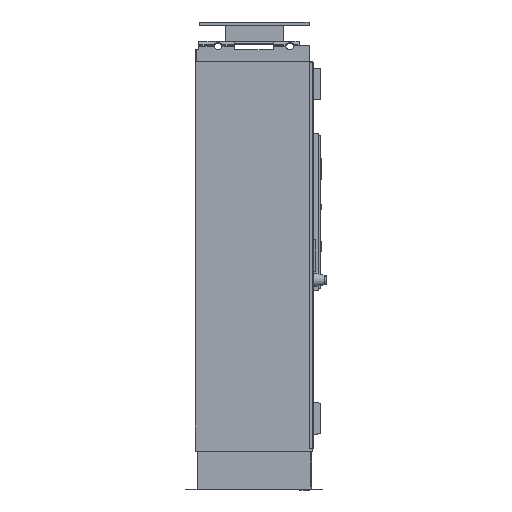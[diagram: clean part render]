
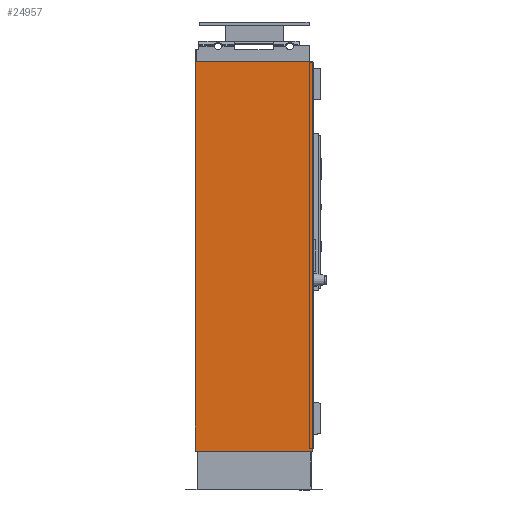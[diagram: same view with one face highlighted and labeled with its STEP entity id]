
A CAD part, left-side view. The second image highlights one B-rep face of the part: STEP entity #24957.
In plain terms, the highlighted planar face has unit normal (-1, 0, 0).
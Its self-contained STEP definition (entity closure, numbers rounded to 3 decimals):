
#21511=FACE_OUTER_BOUND('',#36237,.T.);
#24957=ADVANCED_FACE('',(#21511),#28984,.T.);
#28984=PLANE('',#97428);
#36237=EDGE_LOOP('',(#44063,#44064,#44065,#44066));
#44063=ORIENTED_EDGE('',*,*,#70605,.F.);
#44064=ORIENTED_EDGE('',*,*,#70603,.T.);
#44065=ORIENTED_EDGE('',*,*,#70606,.F.);
#44066=ORIENTED_EDGE('',*,*,#70607,.F.);
#62933=VERTEX_POINT('',#124730);
#62934=VERTEX_POINT('',#124732);
#62935=VERTEX_POINT('',#124736);
#62936=VERTEX_POINT('',#124738);
#70603=EDGE_CURVE('',#62934,#62933,#80799,.T.);
#70605=EDGE_CURVE('',#62934,#62935,#80801,.T.);
#70606=EDGE_CURVE('',#62936,#62933,#80802,.T.);
#70607=EDGE_CURVE('',#62935,#62936,#80803,.T.);
#80799=LINE('',#124731,#89474);
#80801=LINE('',#124735,#89476);
#80802=LINE('',#124737,#89477);
#80803=LINE('',#124739,#89478);
#89474=VECTOR('',#104745,1.);
#89476=VECTOR('',#104749,1.);
#89477=VECTOR('',#104750,1.);
#89478=VECTOR('',#104751,1.);
#97428=AXIS2_PLACEMENT_3D('',#124740,#104752,#104753);
#104745=DIRECTION('',(0.,0.,-1.));
#104749=DIRECTION('',(0.,-1.,0.));
#104750=DIRECTION('',(0.,1.,0.));
#104751=DIRECTION('',(0.,0.,-1.));
#104752=DIRECTION('',(-1.,0.,0.));
#104753=DIRECTION('',(0.,0.,1.));
#124730=CARTESIAN_POINT('',(-1750.,600.,-100.));
#124731=CARTESIAN_POINT('',(-1750.,600.,1932.5));
#124732=CARTESIAN_POINT('',(-1750.,600.,1899.5));
#124735=CARTESIAN_POINT('',(-1750.,600.,1899.5));
#124736=CARTESIAN_POINT('',(-1750.,0.,1899.5));
#124737=CARTESIAN_POINT('',(-1750.,600.,-100.));
#124738=CARTESIAN_POINT('',(-1750.,0.,-100.));
#124739=CARTESIAN_POINT('',(-1750.,0.,0.));
#124740=CARTESIAN_POINT('',(-1750.,300.,1932.5));
